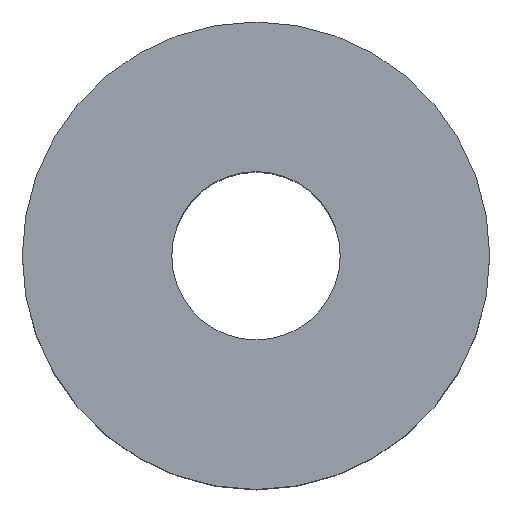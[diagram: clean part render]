
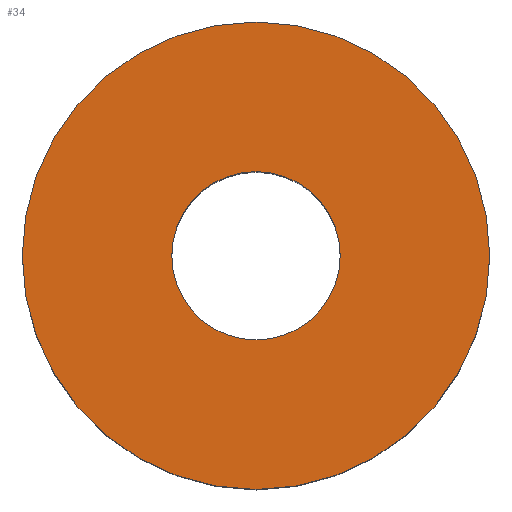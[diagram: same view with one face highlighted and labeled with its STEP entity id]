
A CAD part, top view. The second image highlights one B-rep face of the part: STEP entity #34.
In plain terms, the highlighted planar face has unit normal (0, 0, 1).
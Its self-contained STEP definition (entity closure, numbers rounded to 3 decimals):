
#34 = ADVANCED_FACE( '', ( #67, #68 ), #69, .F. );
#67 = FACE_BOUND( '', #98, .T. );
#68 = FACE_OUTER_BOUND( '', #99, .T. );
#69 = PLANE( '', #100 );
#98 = EDGE_LOOP( '', ( #127 ) );
#99 = EDGE_LOOP( '', ( #128 ) );
#100 = AXIS2_PLACEMENT_3D( '', #129, #130, #131 );
#127 = ORIENTED_EDGE( '', *, *, #155, .F. );
#128 = ORIENTED_EDGE( '', *, *, #152, .F. );
#129 = CARTESIAN_POINT( '', ( 0., 0., 3.9 ) );
#130 = DIRECTION( '', ( 0., 0., -1. ) );
#131 = DIRECTION( '', ( -1., 0., 0. ) );
#152 = EDGE_CURVE( '', #165, #165, #166, .T. );
#155 = EDGE_CURVE( '', #170, #170, #171, .T. );
#165 = VERTEX_POINT( '', #183 );
#166 = CIRCLE( '', #184, 2.175 );
#170 = VERTEX_POINT( '', #188 );
#171 = CIRCLE( '', #189, 0.784 );
#183 = CARTESIAN_POINT( '', ( -2.175, 0., 3.9 ) );
#184 = AXIS2_PLACEMENT_3D( '', #201, #202, #203 );
#188 = CARTESIAN_POINT( '', ( 0.784, 0., 3.9 ) );
#189 = AXIS2_PLACEMENT_3D( '', #207, #208, #209 );
#201 = CARTESIAN_POINT( '', ( 0., 0., 3.9 ) );
#202 = DIRECTION( '', ( 0., 0., -1. ) );
#203 = DIRECTION( '', ( -1., 0., 0. ) );
#207 = CARTESIAN_POINT( '', ( 0., 0., 3.9 ) );
#208 = DIRECTION( '', ( 0., 0., 1. ) );
#209 = DIRECTION( '', ( 1., 0., 0. ) );
